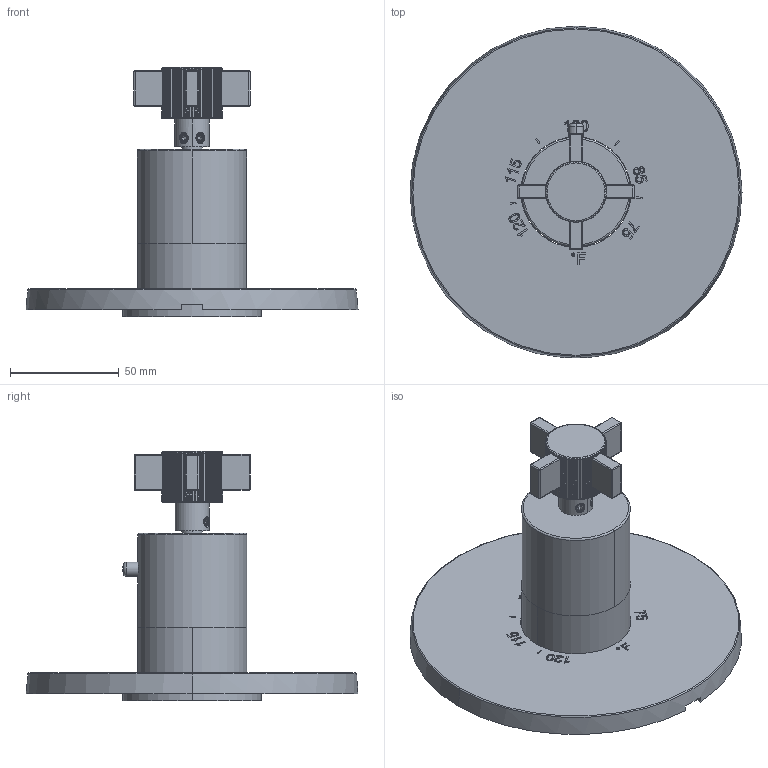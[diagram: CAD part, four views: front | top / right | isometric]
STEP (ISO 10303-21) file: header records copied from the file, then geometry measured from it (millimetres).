
FILE_DESCRIPTION((''),'2;1');
FILE_NAME('3-3244TR_ASM','2019-11-11T08:43:31',('rsmith'),(''),'CREO PARAMETRIC BY PTC INC, 2018400','CREO PARAMETRIC BY PTC INC, 2018400','');
FILE_SCHEMA(('CONFIG_CONTROL_DESIGN'));
Length unit declared in the file: inch
Products named in the file (14): 12120; 11029; 12541; 11555; 92137; 11033; 20-176_ASM; 92113; 13192; 13193; 92984; 92000; 20-458_ASM; 3-3244TR_ASM
Assembly tree (20 placements, depth 3):
  3-3244TR_ASM
    12120
    11029
    20-176_ASM
      12541
      11555
      92137
      11033
    92113
    20-458_ASM
      13192
      13193  x4
      92984  x4
      92000  x2
Bounding box: 152.4 x 152.25 x 114.38 mm (x, y, z)
Volume: 97519.8 mm3; surface area: 129254.3 mm2
Topology: 18 solids, 57 shells, 2230 faces, 6556 edges, 4410 vertices
Faces by surface type: plane 923, cylinder 715, extrusion 182, bspline 165, cone 123, sphere 76, torus 42, revolution 4
Entity records: 108396 total; most frequent: CARTESIAN_POINT 61792, ORIENTED_EDGE 10541, DIRECTION 7642, EDGE_CURVE 5659, VERTEX_POINT 3891, AXIS2_PLACEMENT_3D 2566, B_SPLINE_CURVE_WITH_KNOTS 2530, VECTOR 2506
